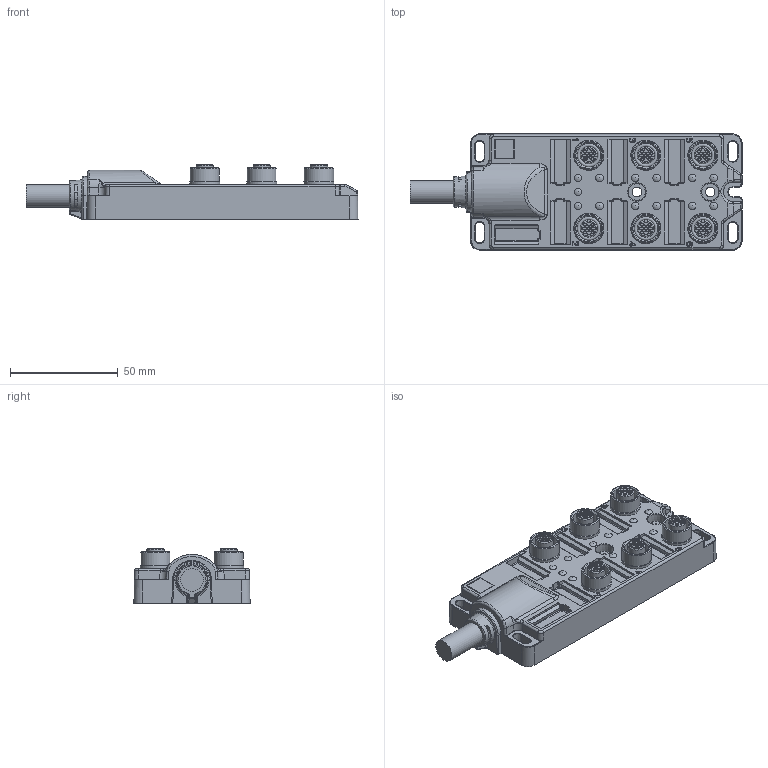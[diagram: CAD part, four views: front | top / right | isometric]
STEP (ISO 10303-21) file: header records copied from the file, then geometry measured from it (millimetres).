
FILE_DESCRIPTION(/* description */ (''),/* implementation_level */ '2;1');
FILE_NAME(/* name */ '5016094_6IOM12-5P3C-...S370.stp',/* time_stamp */ '2016-08-30T13:01:38+02:00',/* author */ (''),/* organization */ (''),/* preprocessor_version */ 'ST-DEVELOPER v16',/* originating_system */ 'SIEMENS PLM Software NX 10.0',/* authorisation */ '');
FILE_SCHEMA (('AUTOMOTIVE_DESIGN { 1 0 10303 214 3 1 1 1 }'));
Products named in the file (1): 5016094_6IOM12-5P3C-...S370
Bounding box: 154.2 x 53.96 x 25.2 mm (x, y, z)
Volume: 110661.7 mm3; surface area: 27971.9 mm2
Topology: 1 solids, 2 shells, 1353 faces, 3231 edges, 1989 vertices
Faces by surface type: cylinder 593, plane 382, bspline 243, extrusion 45, torus 33, cone 31, sphere 26
Full cylindrical faces by diameter (mm): 1.15 x30, 1.5 x30, 4.4 x2, 10.6 x1, 11.1 x6, 13.6 x6, 14 x6
Entity records: 46234 total; most frequent: CARTESIAN_POINT 17259, ORIENTED_EDGE 6102, DIRECTION 5645, EDGE_CURVE 3051, AXIS2_PLACEMENT_3D 2156, VERTEX_POINT 1944, EDGE_LOOP 1605, ADVANCED_FACE 1352
